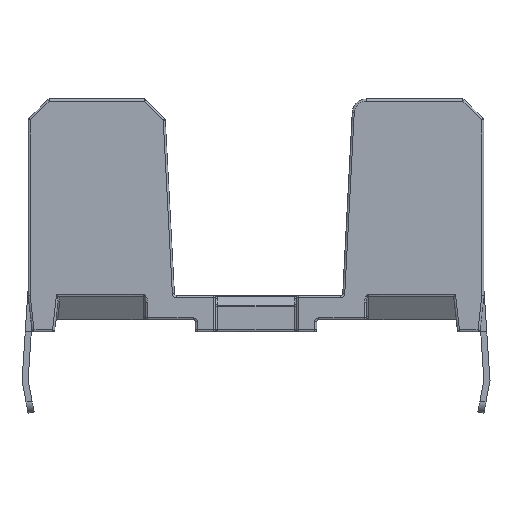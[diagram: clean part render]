
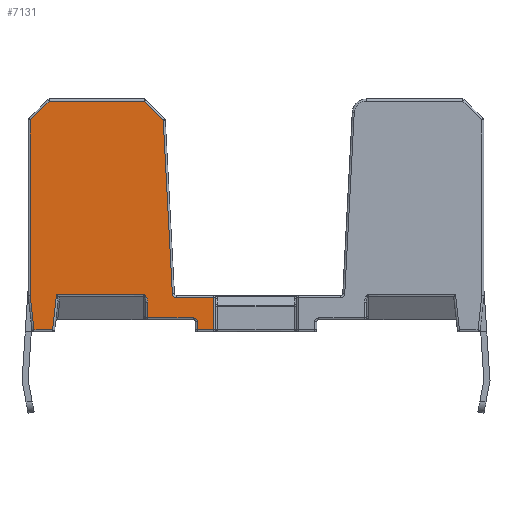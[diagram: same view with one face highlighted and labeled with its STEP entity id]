
A CAD part, front view. The second image highlights one B-rep face of the part: STEP entity #7131.
In plain terms, the highlighted planar face has unit normal (0, -1, 0).
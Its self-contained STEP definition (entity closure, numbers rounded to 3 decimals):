
#203=CIRCLE('',#7690,0.2);
#204=CIRCLE('',#7691,0.2);
#857=FACE_OUTER_BOUND('',#1321,.T.);
#1321=EDGE_LOOP('',(#5041,#5042,#5043,#5044,#5045,#5046,#5047,#5048,#5049,
#5050,#5051,#5052,#5053,#5054,#5055,#5056,#5057,#5058));
#1799=LINE('',#11275,#2367);
#1892=LINE('',#11678,#2460);
#1893=LINE('',#11682,#2461);
#1894=LINE('',#11686,#2462);
#1895=LINE('',#11688,#2463);
#1896=LINE('',#11692,#2464);
#1897=LINE('',#11694,#2465);
#1898=LINE('',#11696,#2466);
#1899=LINE('',#11698,#2467);
#1900=LINE('',#11702,#2468);
#1901=LINE('',#11704,#2469);
#1902=LINE('',#11706,#2470);
#1903=LINE('',#11708,#2471);
#1904=LINE('',#11710,#2472);
#1905=LINE('',#11711,#2473);
#2367=VECTOR('',#8705,10.);
#2460=VECTOR('',#8956,10.);
#2461=VECTOR('',#8961,10.);
#2462=VECTOR('',#8964,10.);
#2463=VECTOR('',#8965,10.);
#2464=VECTOR('',#8968,10.);
#2465=VECTOR('',#8969,10.);
#2466=VECTOR('',#8970,10.);
#2467=VECTOR('',#8971,10.);
#2468=VECTOR('',#8974,10.);
#2469=VECTOR('',#8975,10.);
#2470=VECTOR('',#8976,10.);
#2471=VECTOR('',#8977,10.);
#2472=VECTOR('',#8978,10.);
#2473=VECTOR('',#8979,10.);
#2884=ELLIPSE('',#7689,0.361,0.2);
#3013=VERTEX_POINT('',#11157);
#3023=VERTEX_POINT('',#11274);
#3137=VERTEX_POINT('',#11677);
#3138=VERTEX_POINT('',#11681);
#3139=VERTEX_POINT('',#11683);
#3140=VERTEX_POINT('',#11685);
#3141=VERTEX_POINT('',#11687);
#3142=VERTEX_POINT('',#11689);
#3143=VERTEX_POINT('',#11691);
#3144=VERTEX_POINT('',#11693);
#3145=VERTEX_POINT('',#11695);
#3146=VERTEX_POINT('',#11697);
#3147=VERTEX_POINT('',#11699);
#3148=VERTEX_POINT('',#11701);
#3149=VERTEX_POINT('',#11703);
#3150=VERTEX_POINT('',#11705);
#3151=VERTEX_POINT('',#11707);
#3152=VERTEX_POINT('',#11709);
#3679=EDGE_CURVE('',#3013,#3023,#1799,.T.);
#3825=EDGE_CURVE('',#3023,#3137,#1892,.T.);
#3827=EDGE_CURVE('',#3013,#3138,#1893,.T.);
#3828=EDGE_CURVE('',#3139,#3138,#2884,.T.);
#3829=EDGE_CURVE('',#3140,#3139,#1894,.T.);
#3830=EDGE_CURVE('',#3141,#3140,#1895,.T.);
#3831=EDGE_CURVE('',#3142,#3141,#203,.T.);
#3832=EDGE_CURVE('',#3143,#3142,#1896,.T.);
#3833=EDGE_CURVE('',#3144,#3143,#1897,.T.);
#3834=EDGE_CURVE('',#3145,#3144,#1898,.T.);
#3835=EDGE_CURVE('',#3146,#3145,#1899,.T.);
#3836=EDGE_CURVE('',#3147,#3146,#204,.T.);
#3837=EDGE_CURVE('',#3148,#3147,#1900,.T.);
#3838=EDGE_CURVE('',#3149,#3148,#1901,.T.);
#3839=EDGE_CURVE('',#3150,#3149,#1902,.T.);
#3840=EDGE_CURVE('',#3151,#3150,#1903,.T.);
#3841=EDGE_CURVE('',#3152,#3151,#1904,.T.);
#3842=EDGE_CURVE('',#3137,#3152,#1905,.T.);
#5041=ORIENTED_EDGE('',*,*,#3679,.F.);
#5042=ORIENTED_EDGE('',*,*,#3827,.T.);
#5043=ORIENTED_EDGE('',*,*,#3828,.F.);
#5044=ORIENTED_EDGE('',*,*,#3829,.F.);
#5045=ORIENTED_EDGE('',*,*,#3830,.F.);
#5046=ORIENTED_EDGE('',*,*,#3831,.F.);
#5047=ORIENTED_EDGE('',*,*,#3832,.F.);
#5048=ORIENTED_EDGE('',*,*,#3833,.F.);
#5049=ORIENTED_EDGE('',*,*,#3834,.F.);
#5050=ORIENTED_EDGE('',*,*,#3835,.F.);
#5051=ORIENTED_EDGE('',*,*,#3836,.F.);
#5052=ORIENTED_EDGE('',*,*,#3837,.F.);
#5053=ORIENTED_EDGE('',*,*,#3838,.F.);
#5054=ORIENTED_EDGE('',*,*,#3839,.F.);
#5055=ORIENTED_EDGE('',*,*,#3840,.F.);
#5056=ORIENTED_EDGE('',*,*,#3841,.F.);
#5057=ORIENTED_EDGE('',*,*,#3842,.F.);
#5058=ORIENTED_EDGE('',*,*,#3825,.F.);
#6850=PLANE('',#7688);
#7131=ADVANCED_FACE('',(#857),#6850,.T.);
#7688=AXIS2_PLACEMENT_3D('',#11680,#8959,#8960);
#7689=AXIS2_PLACEMENT_3D('',#11684,#8962,#8963);
#7690=AXIS2_PLACEMENT_3D('',#11690,#8966,#8967);
#7691=AXIS2_PLACEMENT_3D('',#11700,#8972,#8973);
#8705=DIRECTION('',(-0.11,0.,-0.994));
#8956=DIRECTION('',(-1.,0.,0.));
#8959=DIRECTION('center_axis',(0.,-1.,0.));
#8960=DIRECTION('ref_axis',(-1.,0.,0.));
#8961=DIRECTION('',(1.,0.,0.));
#8962=DIRECTION('center_axis',(0.,-1.,0.));
#8963=DIRECTION('ref_axis',(0.,0.,
1.));
#8964=DIRECTION('',(0.,0.,1.));
#8965=DIRECTION('',(-1.,0.,0.));
#8966=DIRECTION('center_axis',(0.,-1.,0.));
#8967=DIRECTION('ref_axis',(0.707,0.,0.707));
#8968=DIRECTION('',(0.,0.,1.));
#8969=DIRECTION('',(-1.,0.,0.));
#8970=DIRECTION('',(0.,0.,-1.));
#8971=DIRECTION('',(1.,0.,0.));
#8972=DIRECTION('center_axis',(0.,-1.,0.));
#8973=DIRECTION('ref_axis',(-0.688,0.,-0.725));
#8974=DIRECTION('',(0.052,0.,-0.999));
#8975=DIRECTION('',(0.707,0.,-0.707));
#8976=DIRECTION('',(1.,0.,0.));
#8977=DIRECTION('',(0.707,0.,0.707));
#8978=DIRECTION('',(0.,0.,1.));
#8979=DIRECTION('',(-0.11,0.,0.994));
#11157=CARTESIAN_POINT('',(-9.847,-4.8,1.831));
#11274=CARTESIAN_POINT('',(-10.039,-4.8,0.1));
#11275=CARTESIAN_POINT('',(-9.239,-4.8,7.305));
#11677=CARTESIAN_POINT('',(-10.961,-4.8,0.1));
#11678=CARTESIAN_POINT('',(5.625,-4.8,0.1));
#11680=CARTESIAN_POINT('Origin',(11.25,-4.8,11.5));
#11681=CARTESIAN_POINT('',(-5.55,-4.8,1.831));
#11682=CARTESIAN_POINT('',(0.75,-4.8,1.831));
#11683=CARTESIAN_POINT('',(-5.35,-4.8,1.47));
#11684=CARTESIAN_POINT('Origin',(-5.55,-4.8,1.47));
#11685=CARTESIAN_POINT('',(-5.35,-4.8,0.7));
#11686=CARTESIAN_POINT('',(-5.35,-4.8,6.35));
#11687=CARTESIAN_POINT('',(-3.1,-4.8,0.7));
#11688=CARTESIAN_POINT('',(4.125,-4.8,0.7));
#11689=CARTESIAN_POINT('',(-2.9,-4.8,0.5));
#11690=CARTESIAN_POINT('Origin',(-3.1,-4.8,0.5));
#11691=CARTESIAN_POINT('',(-2.9,-4.8,0.1));
#11692=CARTESIAN_POINT('',(-2.9,-4.8,5.75));
#11693=CARTESIAN_POINT('',(-2.1,-4.8,0.1));
#11694=CARTESIAN_POINT('',(5.625,-4.8,0.1));
#11695=CARTESIAN_POINT('',(-2.1,-4.8,1.7));
#11696=CARTESIAN_POINT('',(-2.1,-4.8,6.65));
#11697=CARTESIAN_POINT('',(-3.929,-4.8,1.7));
#11698=CARTESIAN_POINT('',(3.613,-4.8,1.7));
#11699=CARTESIAN_POINT('',(-4.128,-4.8,1.89));
#11700=CARTESIAN_POINT('Origin',(-3.929,-4.8,1.9));
#11701=CARTESIAN_POINT('',(-4.577,-4.8,10.457));
#11702=CARTESIAN_POINT('',(-4.584,-4.8,10.583));
#11703=CARTESIAN_POINT('',(-5.521,-4.8,11.4));
#11704=CARTESIAN_POINT('',(-1.368,-4.8,7.247));
#11705=CARTESIAN_POINT('',(-10.215,-4.8,11.4));
#11706=CARTESIAN_POINT('',(5.625,-4.8,11.4));
#11707=CARTESIAN_POINT('',(-11.15,-4.8,10.465));
#11708=CARTESIAN_POINT('',(-5.306,-4.8,16.309));
#11709=CARTESIAN_POINT('',(-11.15,-4.8,1.805));
#11710=CARTESIAN_POINT('',(-11.15,-4.8,11.5));
#11711=CARTESIAN_POINT('',(-11.496,-4.8,4.917));
